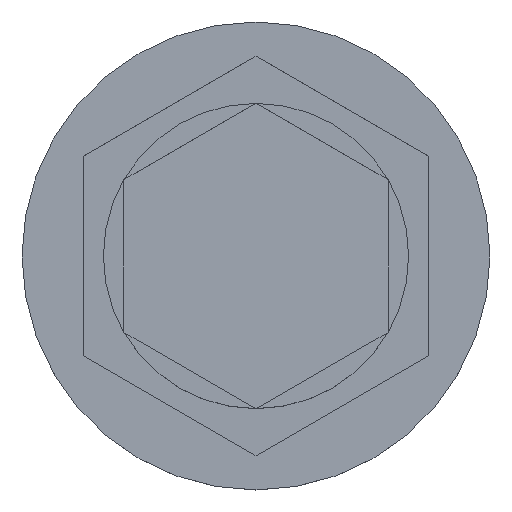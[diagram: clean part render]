
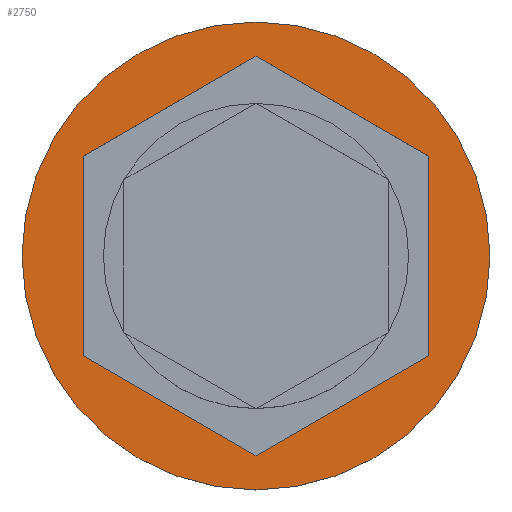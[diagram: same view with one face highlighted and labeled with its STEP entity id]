
A CAD part, top view. The second image highlights one B-rep face of the part: STEP entity #2750.
In plain terms, the highlighted planar face has unit normal (0, 0, 1).
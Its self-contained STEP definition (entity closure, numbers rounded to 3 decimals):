
#74 = EDGE_CURVE ( 'NONE', #1416, #146, #1943, .T. ) ;
#146 = VERTEX_POINT ( 'NONE', #2249 ) ;
#173 = DIRECTION ( 'NONE',  ( 1., 0., 0. ) ) ;
#205 = VERTEX_POINT ( 'NONE', #3364 ) ;
#237 = CARTESIAN_POINT ( 'NONE',  ( 0., 4.907, 0. ) ) ;
#243 = ORIENTED_EDGE ( 'NONE', *, *, #2442, .F. ) ;
#431 = ORIENTED_EDGE ( 'NONE', *, *, #1234, .F. ) ;
#432 = DIRECTION ( 'NONE',  ( 1., 0., 0. ) ) ;
#456 = LINE ( 'NONE', #723, #605 ) ;
#466 = VERTEX_POINT ( 'NONE', #1672 ) ;
#538 = VERTEX_POINT ( 'NONE', #1144 ) ;
#587 = CARTESIAN_POINT ( 'NONE',  ( -4.25, 2.454, 0. ) ) ;
#605 = VECTOR ( 'NONE', #2344, 1000. ) ;
#723 = CARTESIAN_POINT ( 'NONE',  ( 4.25, 2.454, 0. ) ) ;
#725 = CARTESIAN_POINT ( 'NONE',  ( 0., 0., 0. ) ) ;
#841 = VECTOR ( 'NONE', #1215, 1000. ) ;
#919 = CARTESIAN_POINT ( 'NONE',  ( -4.25, 2.454, 0. ) ) ;
#921 = FACE_OUTER_BOUND ( 'NONE', #1073, .T. ) ;
#1008 = VECTOR ( 'NONE', #1318, 1000. ) ;
#1029 = EDGE_CURVE ( 'NONE', #2383, #466, #2791, .T. ) ;
#1073 = EDGE_LOOP ( 'NONE', ( #2827, #2006 ) ) ;
#1144 = CARTESIAN_POINT ( 'NONE',  ( -5.75, 0., 0. ) ) ;
#1173 = DIRECTION ( 'NONE',  ( 0., 1., 0. ) ) ;
#1194 = PLANE ( 'NONE',  #2481 ) ;
#1215 = DIRECTION ( 'NONE',  ( 0.866, -0.5, 0. ) ) ;
#1228 = CARTESIAN_POINT ( 'NONE',  ( 4.25, 2.454, 0. ) ) ;
#1234 = EDGE_CURVE ( 'NONE', #2966, #205, #456, .T. ) ;
#1318 = DIRECTION ( 'NONE',  ( -0.866, -0.5, 0. ) ) ;
#1416 = VERTEX_POINT ( 'NONE', #919 ) ;
#1463 = DIRECTION ( 'NONE',  ( 0., 0., 1. ) ) ;
#1464 = CIRCLE ( 'NONE', #3053, 5.75 ) ;
#1485 = FACE_BOUND ( 'NONE', #1949, .T. ) ;
#1509 = EDGE_CURVE ( 'NONE', #466, #2966, #2759, .T. ) ;
#1522 = LINE ( 'NONE', #1733, #841 ) ;
#1672 = CARTESIAN_POINT ( 'NONE',  ( 4.25, -2.454, 0. ) ) ;
#1676 = DIRECTION ( 'NONE',  ( 0., -1., 0. ) ) ;
#1733 = CARTESIAN_POINT ( 'NONE',  ( -4.25, -2.454, 0. ) ) ;
#1740 = VECTOR ( 'NONE', #3055, 1000. ) ;
#1816 = DIRECTION ( 'NONE',  ( 0., 0., 1. ) ) ;
#1857 = AXIS2_PLACEMENT_3D ( 'NONE', #2657, #1816, #432 ) ;
#1943 = LINE ( 'NONE', #587, #3314 ) ;
#1949 = EDGE_LOOP ( 'NONE', ( #431, #2560, #2862, #3366, #3136, #243 ) ) ;
#2006 = ORIENTED_EDGE ( 'NONE', *, *, #2214, .T. ) ;
#2015 = CARTESIAN_POINT ( 'NONE',  ( 0., 0., 0. ) ) ;
#2201 = CARTESIAN_POINT ( 'NONE',  ( 0., -4.907, 0. ) ) ;
#2214 = EDGE_CURVE ( 'NONE', #538, #2589, #1464, .T. ) ;
#2249 = CARTESIAN_POINT ( 'NONE',  ( -4.25, -2.454, 0. ) ) ;
#2344 = DIRECTION ( 'NONE',  ( -0.866, 0.5, 0. ) ) ;
#2383 = VERTEX_POINT ( 'NONE', #2682 ) ;
#2442 = EDGE_CURVE ( 'NONE', #205, #1416, #2949, .T. ) ;
#2481 = AXIS2_PLACEMENT_3D ( 'NONE', #2015, #1463, #3065 ) ;
#2560 = ORIENTED_EDGE ( 'NONE', *, *, #1509, .F. ) ;
#2589 = VERTEX_POINT ( 'NONE', #3365 ) ;
#2613 = EDGE_CURVE ( 'NONE', #146, #2383, #1522, .T. ) ;
#2657 = CARTESIAN_POINT ( 'NONE',  ( 0., 0., 0. ) ) ;
#2682 = CARTESIAN_POINT ( 'NONE',  ( 0., -4.907, 0. ) ) ;
#2750 = ADVANCED_FACE ( 'NONE', ( #1485, #921 ), #1194, .T. ) ;
#2759 = LINE ( 'NONE', #3063, #3264 ) ;
#2791 = LINE ( 'NONE', #2201, #1740 ) ;
#2827 = ORIENTED_EDGE ( 'NONE', *, *, #2893, .T. ) ;
#2862 = ORIENTED_EDGE ( 'NONE', *, *, #1029, .F. ) ;
#2893 = EDGE_CURVE ( 'NONE', #2589, #538, #3056, .T. ) ;
#2949 = LINE ( 'NONE', #237, #1008 ) ;
#2966 = VERTEX_POINT ( 'NONE', #1228 ) ;
#3053 = AXIS2_PLACEMENT_3D ( 'NONE', #725, #3439, #173 ) ;
#3055 = DIRECTION ( 'NONE',  ( 0.866, 0.5, 0. ) ) ;
#3056 = CIRCLE ( 'NONE', #1857, 5.75 ) ;
#3063 = CARTESIAN_POINT ( 'NONE',  ( 4.25, -2.454, 0. ) ) ;
#3065 = DIRECTION ( 'NONE',  ( 1., 0., 0. ) ) ;
#3136 = ORIENTED_EDGE ( 'NONE', *, *, #74, .F. ) ;
#3264 = VECTOR ( 'NONE', #1173, 1000. ) ;
#3314 = VECTOR ( 'NONE', #1676, 1000. ) ;
#3364 = CARTESIAN_POINT ( 'NONE',  ( 0., 4.907, 0. ) ) ;
#3365 = CARTESIAN_POINT ( 'NONE',  ( 5.75, 0., 0. ) ) ;
#3366 = ORIENTED_EDGE ( 'NONE', *, *, #2613, .F. ) ;
#3439 = DIRECTION ( 'NONE',  ( 0., 0., 1. ) ) ;
